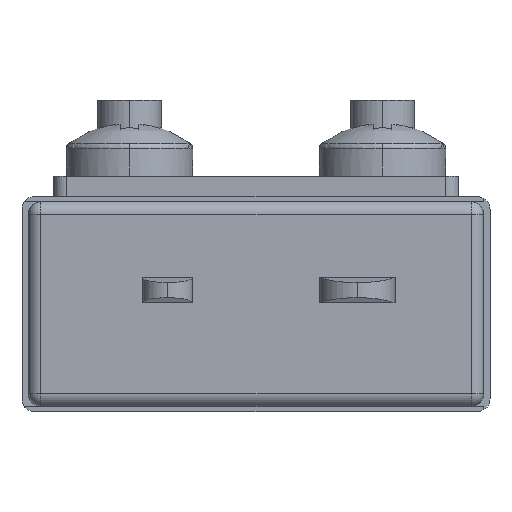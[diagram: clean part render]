
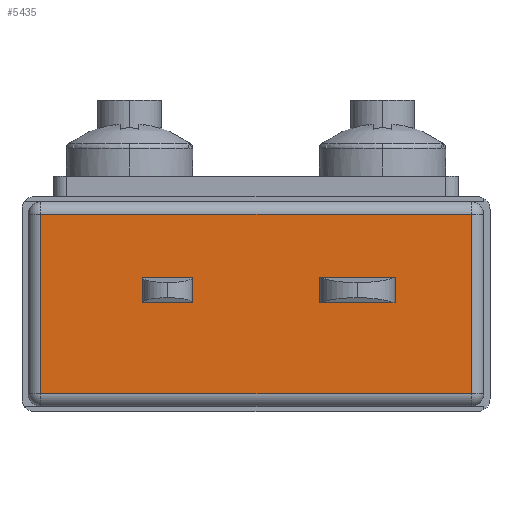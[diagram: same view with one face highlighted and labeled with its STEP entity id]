
A CAD part, left-side view. The second image highlights one B-rep face of the part: STEP entity #5435.
In plain terms, the highlighted planar face has unit normal (-1, 0, 0).
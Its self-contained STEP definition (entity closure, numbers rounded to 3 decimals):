
#195 = DIRECTION ( 'NONE',  ( 0., 0., 1. ) ) ;
#1363 = VECTOR ( 'NONE', #195, 1000. ) ;
#2638 = CARTESIAN_POINT ( 'NONE',  ( 14.971, -8.5, 7.8 ) ) ;
#2685 = DIRECTION ( 'NONE',  ( 0., -1., 0. ) ) ;
#2895 = CARTESIAN_POINT ( 'NONE',  ( 14.971, -8.5, 0.7 ) ) ;
#3085 = VERTEX_POINT ( 'NONE', #8599 ) ;
#3095 = VECTOR ( 'NONE', #2685, 1000. ) ;
#3199 = LINE ( 'NONE', #9356, #3095 ) ;
#3248 = CARTESIAN_POINT ( 'NONE',  ( 14.971, -8.5, -1.7 ) ) ;
#3371 = ORIENTED_EDGE ( 'NONE', *, *, #5317, .T. ) ;
#3461 = FACE_OUTER_BOUND ( 'NONE', #6817, .T. ) ;
#3560 = PLANE ( 'NONE',  #8408 ) ;
#4205 = DIRECTION ( 'NONE',  ( 0., 1., 0. ) ) ;
#4446 = VECTOR ( 'NONE', #7087, 1000. ) ;
#4758 = VERTEX_POINT ( 'NONE', #9141 ) ;
#5317 = EDGE_CURVE ( 'NONE', #6211, #3085, #7668, .T. ) ;
#5435 = ADVANCED_FACE ( 'NONE', ( #3461 ), #3560, .F. ) ;
#5738 = DIRECTION ( 'NONE',  ( 1., 0., 0. ) ) ;
#6066 = ORIENTED_EDGE ( 'NONE', *, *, #6116, .T. ) ;
#6094 = CARTESIAN_POINT ( 'NONE',  ( 14.971, 9., 7.8 ) ) ;
#6116 = EDGE_CURVE ( 'NONE', #4758, #7571, #3199, .T. ) ;
#6211 = VERTEX_POINT ( 'NONE', #2638 ) ;
#6377 = LINE ( 'NONE', #3248, #1363 ) ;
#6817 = EDGE_LOOP ( 'NONE', ( #6066, #9033, #3371, #9432 ) ) ;
#7087 = DIRECTION ( 'NONE',  ( 0., 0., -1. ) ) ;
#7336 = EDGE_CURVE ( 'NONE', #7571, #6211, #6377, .T. ) ;
#7571 = VERTEX_POINT ( 'NONE', #2895 ) ;
#7668 = LINE ( 'NONE', #6094, #8895 ) ;
#7798 = CARTESIAN_POINT ( 'NONE',  ( 14.971, 8.5, -1.7 ) ) ;
#8408 = AXIS2_PLACEMENT_3D ( 'NONE', #8826, #5738, #4205 ) ;
#8599 = CARTESIAN_POINT ( 'NONE',  ( 14.971, 8.5, 7.8 ) ) ;
#8826 = CARTESIAN_POINT ( 'NONE',  ( 14.971, 9., -1.7 ) ) ;
#8895 = VECTOR ( 'NONE', #9177, 1000. ) ;
#8900 = EDGE_CURVE ( 'NONE', #3085, #4758, #9256, .T. ) ;
#9033 = ORIENTED_EDGE ( 'NONE', *, *, #7336, .T. ) ;
#9141 = CARTESIAN_POINT ( 'NONE',  ( 14.971, 8.5, 0.7 ) ) ;
#9177 = DIRECTION ( 'NONE',  ( 0., 1., 0. ) ) ;
#9256 = LINE ( 'NONE', #7798, #4446 ) ;
#9356 = CARTESIAN_POINT ( 'NONE',  ( 14.971, 9., 0.7 ) ) ;
#9432 = ORIENTED_EDGE ( 'NONE', *, *, #8900, .T. ) ;
